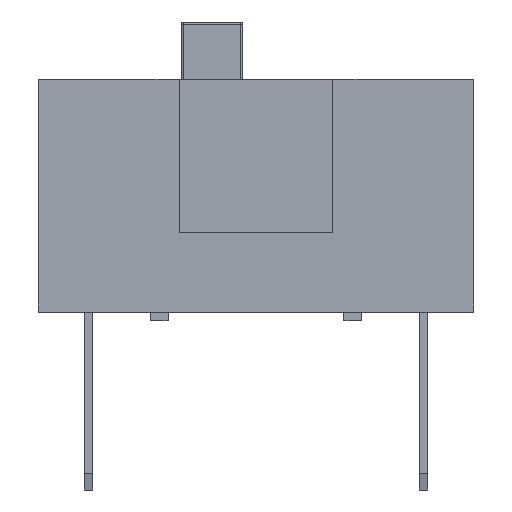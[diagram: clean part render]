
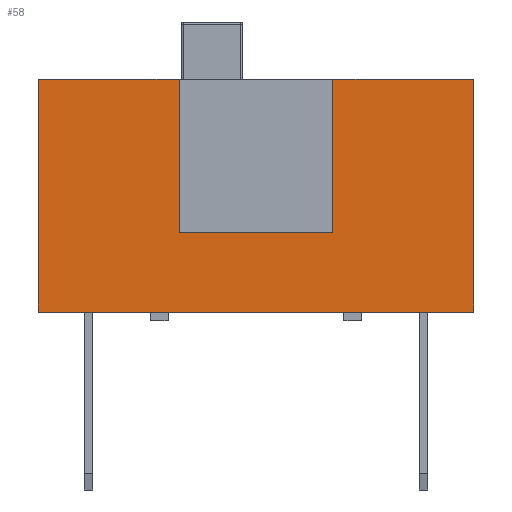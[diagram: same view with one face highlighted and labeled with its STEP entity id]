
A CAD part, left-side view. The second image highlights one B-rep face of the part: STEP entity #58.
In plain terms, the highlighted planar face has unit normal (-1, 0, 0).
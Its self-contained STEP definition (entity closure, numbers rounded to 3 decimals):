
#58=ADVANCED_FACE('',(#8914),#8916,.T.);
#8914=FACE_BOUND('',#8915,.T.);
#8915=EDGE_LOOP('',(#15884,#15885,#15886,#15887,#15888,#15889,#15890,#15891));
#8916=PLANE('',#8917);
#8917=AXIS2_PLACEMENT_3D('',#8918,#8919,#8920);
#8918=CARTESIAN_POINT('',(-2.,0.,0.));
#8919=DIRECTION('',(-1.,0.,0.));
#8920=DIRECTION('',(0.,0.,1.));
#15884=ORIENTED_EDGE('',*,*,#21138,.T.);
#15885=ORIENTED_EDGE('',*,*,#21139,.T.);
#15886=ORIENTED_EDGE('',*,*,#21140,.T.);
#15887=ORIENTED_EDGE('',*,*,#21141,.T.);
#15888=ORIENTED_EDGE('',*,*,#21142,.T.);
#15889=ORIENTED_EDGE('',*,*,#21143,.T.);
#15890=ORIENTED_EDGE('',*,*,#21144,.T.);
#15891=ORIENTED_EDGE('',*,*,#21145,.T.);
#21138=EDGE_CURVE('',#23765,#23766,#23767,.F.);
#21139=EDGE_CURVE('',#23766,#23768,#23769,.F.);
#21140=EDGE_CURVE('',#23768,#23770,#23771,.F.);
#21141=EDGE_CURVE('',#23770,#23772,#23773,.T.);
#21142=EDGE_CURVE('',#23772,#23774,#23775,.T.);
#21143=EDGE_CURVE('',#23774,#23776,#23777,.T.);
#21144=EDGE_CURVE('',#23776,#23778,#23779,.T.);
#21145=EDGE_CURVE('',#23778,#23765,#23780,.T.);
#23765=VERTEX_POINT('',#28078);
#23766=VERTEX_POINT('',#28079);
#23767=LINE('',#28080,#28081);
#23768=VERTEX_POINT('',#28083);
#23769=LINE('',#28084,#28085);
#23770=VERTEX_POINT('',#28087);
#23771=LINE('',#28088,#28089);
#23772=VERTEX_POINT('',#28091);
#23773=LINE('',#28092,#28093);
#23774=VERTEX_POINT('',#28095);
#23775=LINE('',#28096,#28097);
#23776=VERTEX_POINT('',#28099);
#23777=LINE('',#28100,#28101);
#23778=VERTEX_POINT('',#28103);
#23779=LINE('',#28104,#28105);
#23780=LINE('',#28107,#28108);
#28078=CARTESIAN_POINT('',(-2.,2.06,5.5));
#28079=CARTESIAN_POINT('',(-2.,2.06,2.));
#28080=CARTESIAN_POINT('',(-2.,2.06,2.));
#28081=VECTOR('',#28082,1.);
#28082=DIRECTION('',(0.,0.,1.));
#28083=CARTESIAN_POINT('',(-2.,5.56,2.));
#28084=CARTESIAN_POINT('',(-2.,5.56,2.));
#28085=VECTOR('',#28086,1.);
#28086=DIRECTION('',(0.,-1.,0.));
#28087=CARTESIAN_POINT('',(-2.,5.56,5.5));
#28088=CARTESIAN_POINT('',(-2.,5.56,5.5));
#28089=VECTOR('',#28090,1.);
#28090=DIRECTION('',(0.,0.,-1.));
#28091=CARTESIAN_POINT('',(-2.,8.76,5.5));
#28092=CARTESIAN_POINT('',(-2.,5.56,5.5));
#28093=VECTOR('',#28094,1.);
#28094=DIRECTION('',(0.,1.,0.));
#28095=CARTESIAN_POINT('',(-2.,8.76,0.2));
#28096=CARTESIAN_POINT('',(-2.,8.76,5.5));
#28097=VECTOR('',#28098,1.);
#28098=DIRECTION('',(0.,0.,-1.));
#28099=CARTESIAN_POINT('',(-2.,-1.14,0.2));
#28100=CARTESIAN_POINT('',(-2.,8.76,0.2));
#28101=VECTOR('',#28102,1.);
#28102=DIRECTION('',(0.,-1.,0.));
#28103=CARTESIAN_POINT('',(-2.,-1.14,5.5));
#28104=CARTESIAN_POINT('',(-2.,-1.14,0.2));
#28105=VECTOR('',#28106,1.);
#28106=DIRECTION('',(0.,0.,1.));
#28107=CARTESIAN_POINT('',(-2.,-1.14,5.5));
#28108=VECTOR('',#28109,1.);
#28109=DIRECTION('',(0.,1.,0.));
